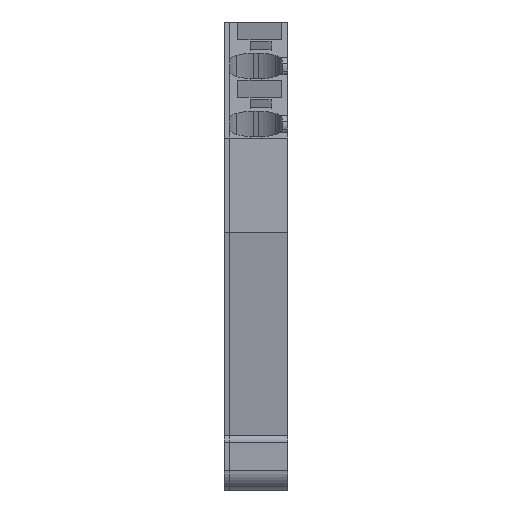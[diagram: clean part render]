
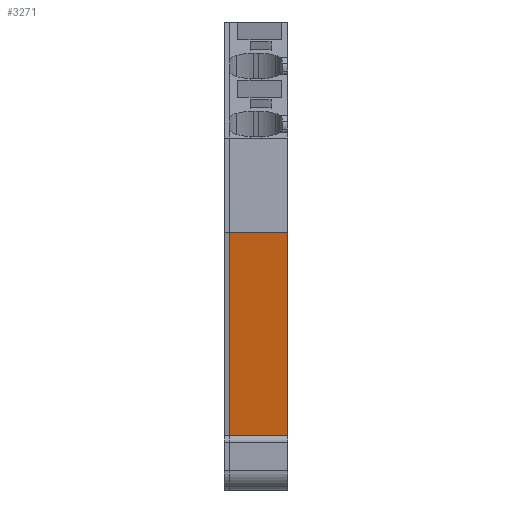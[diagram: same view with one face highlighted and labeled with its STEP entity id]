
A CAD part, front view. The second image highlights one B-rep face of the part: STEP entity #3271.
In plain terms, the highlighted planar face has unit normal (0, -0.986, -0.168).
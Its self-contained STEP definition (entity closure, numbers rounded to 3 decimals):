
#3244=AXIS2_PLACEMENT_3D('Plane Axis2P3D',#3241,#3242,#3243) ;
#1177=CARTESIAN_POINT('Vertex',(6.1,0.,24.847)) ;
#1180=CARTESIAN_POINT('Line Origine',(6.1,1.756,14.542)) ;
#1184=CARTESIAN_POINT('Vertex',(6.1,3.511,4.238)) ;
#3066=CARTESIAN_POINT('Vertex',(0.5,3.531,4.123)) ;
#3080=CARTESIAN_POINT('Vertex',(1.,3.531,4.123)) ;
#3083=CARTESIAN_POINT('Line Origine',(3.05,3.531,4.123)) ;
#3226=CARTESIAN_POINT('Vertex',(1.,3.511,4.238)) ;
#3229=CARTESIAN_POINT('Line Origine',(3.55,3.511,4.238)) ;
#3241=CARTESIAN_POINT('Axis2P3D Location',(0.,3.531,4.123)) ;
#3246=CARTESIAN_POINT('Line Origine',(0.5,1.765,14.485)) ;
#3250=CARTESIAN_POINT('Vertex',(0.5,0.,24.847)) ;
#3253=CARTESIAN_POINT('Line Origine',(1.,3.521,4.18)) ;
#3258=CARTESIAN_POINT('Line Origine',(3.3,0.,24.847)) ;
#1181=DIRECTION('Vector Direction',(0.,0.168,-0.986)) ;
#3084=DIRECTION('Vector Direction',(1.,0.,0.)) ;
#3230=DIRECTION('Vector Direction',(-1.,0.,0.)) ;
#3242=DIRECTION('Axis2P3D Direction',(0.,0.986,0.168)) ;
#3243=DIRECTION('Axis2P3D XDirection',(-1.,0.,0.)) ;
#3247=DIRECTION('Vector Direction',(0.,0.168,-0.986)) ;
#3254=DIRECTION('Vector Direction',(0.,-0.168,0.986)) ;
#3259=DIRECTION('Vector Direction',(1.,0.,0.)) ;
#1182=VECTOR('Line Direction',#1181,1.) ;
#3085=VECTOR('Line Direction',#3084,1.) ;
#3231=VECTOR('Line Direction',#3230,1.) ;
#3248=VECTOR('Line Direction',#3247,1.) ;
#3255=VECTOR('Line Direction',#3254,1.) ;
#3260=VECTOR('Line Direction',#3259,1.) ;
#3264=ORIENTED_EDGE('',*,*,#3252,.T.) ;
#3265=ORIENTED_EDGE('',*,*,#3087,.T.) ;
#3266=ORIENTED_EDGE('',*,*,#3257,.T.) ;
#3267=ORIENTED_EDGE('',*,*,#3233,.F.) ;
#3268=ORIENTED_EDGE('',*,*,#1186,.F.) ;
#3269=ORIENTED_EDGE('',*,*,#3262,.F.) ;
#3271=ADVANCED_FACE('33871_KLTR_ZPE4-2_2AN.1\\Hauptk\X2\00F6\X0\rper',(#3270),#3245,.F.) ;
#1186=EDGE_CURVE('',#1178,#1185,#1183,.T.) ;
#3087=EDGE_CURVE('',#3067,#3081,#3086,.T.) ;
#3233=EDGE_CURVE('',#1185,#3227,#3232,.T.) ;
#3252=EDGE_CURVE('',#3251,#3067,#3249,.T.) ;
#3257=EDGE_CURVE('',#3081,#3227,#3256,.T.) ;
#3262=EDGE_CURVE('',#3251,#1178,#3261,.T.) ;
#3263=EDGE_LOOP('',(#3264,#3265,#3266,#3267,#3268,#3269)) ;
#3270=FACE_OUTER_BOUND('',#3263,.T.) ;
#1183=LINE('Line',#1180,#1182) ;
#3086=LINE('Line',#3083,#3085) ;
#3232=LINE('Line',#3229,#3231) ;
#3249=LINE('Line',#3246,#3248) ;
#3256=LINE('Line',#3253,#3255) ;
#3261=LINE('Line',#3258,#3260) ;
#3245=PLANE('',#3244) ;
#1178=VERTEX_POINT('',#1177) ;
#1185=VERTEX_POINT('',#1184) ;
#3067=VERTEX_POINT('',#3066) ;
#3081=VERTEX_POINT('',#3080) ;
#3227=VERTEX_POINT('',#3226) ;
#3251=VERTEX_POINT('',#3250) ;
